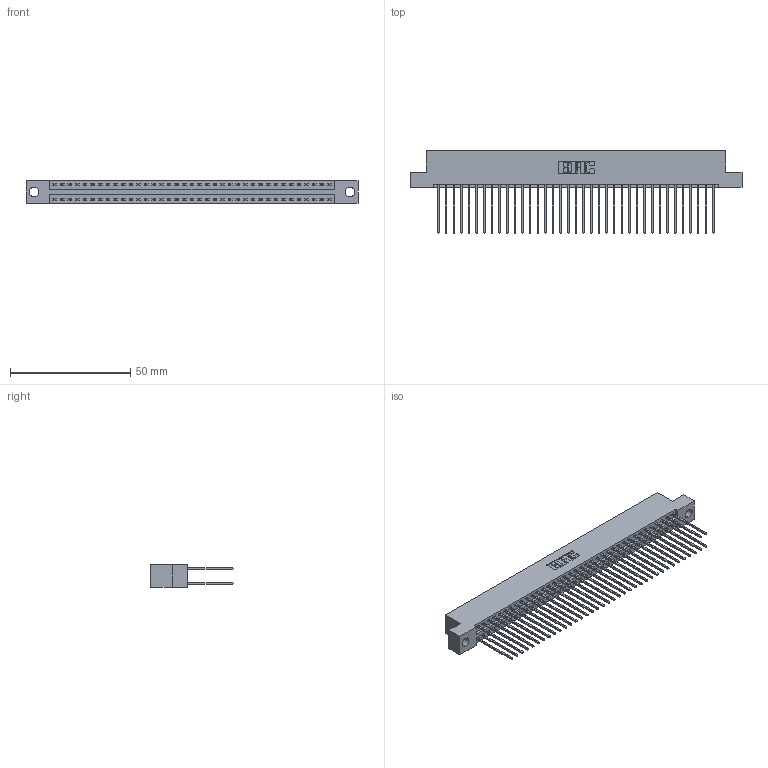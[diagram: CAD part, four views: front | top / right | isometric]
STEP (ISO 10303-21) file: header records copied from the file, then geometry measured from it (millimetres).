
FILE_DESCRIPTION (( 'STEP AP203' ), '1' );
FILE_NAME ('346-074-541-204.STEP', '2018-08-29T02:33:44', ( '' ), ( '' ), 'SwSTEP 2.0', 'SolidWorks 2016', '' );
FILE_SCHEMA (( 'CONFIG_CONTROL_DESIGN' ));
Length unit declared in the file: inch
Products named in the file (3): 346 Part_Flush Mounting Lugs - 0.156 Dia-TH; 345-292-001_345-293-141; 346-074-541-204
Assembly tree (75 placements, depth 2):
  346-074-541-204
    346 Part_Flush Mounting Lugs - 0.156 Dia-TH
    345-292-001_345-293-141  x74
Bounding box: 138.05 x 34.29 x 9.4 mm (x, y, z)
Volume: 13759.3 mm3; surface area: 20684 mm2
Topology: 75 solids, 75 shells, 3970 faces, 11799 edges, 7766 vertices
Faces by surface type: plane 2666, cylinder 1304
Entity records: 24841 total; most frequent: CARTESIAN_POINT 4100, ORIENTED_EDGE 4034, DIRECTION 3665, EDGE_CURVE 2017, VECTOR 1737, LINE 1737, VERTEX_POINT 1342, AXIS2_PLACEMENT_3D 964
